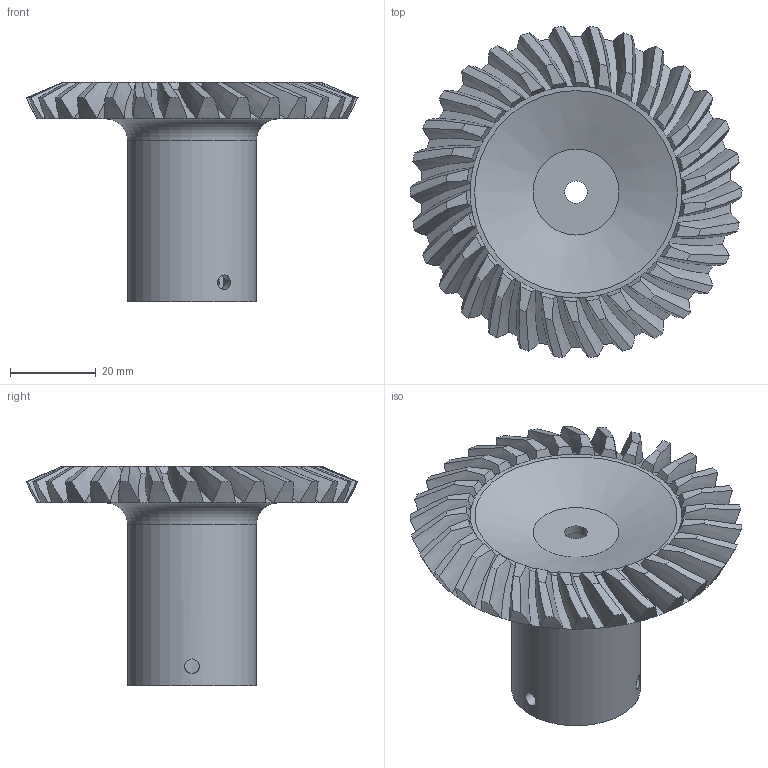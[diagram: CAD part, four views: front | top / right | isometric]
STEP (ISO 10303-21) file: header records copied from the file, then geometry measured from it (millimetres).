
FILE_DESCRIPTION(('FreeCAD Model'),'2;1');
FILE_NAME('Art56GearPlate.step', '2017-01-10T08:55:00',('Author'),(''), 'Open CASCADE STEP processor 6.8','FreeCAD','Unknown');
FILE_SCHEMA(('AUTOMOTIVE_DESIGN_CC2 { 1 2 10303 214 -1 1 5 4 }'));
Length unit declared in the file: millimetre
Products named in the file (2): ASSEMBLY; Art56GearPlate
Assembly tree (1 placements, depth 2):
  ASSEMBLY
    Art56GearPlate
Bounding box: 77.23 x 77.01 x 51 mm (x, y, z)
Volume: 43152.1 mm3; surface area: 18711.6 mm2
Topology: 1 solids, 1 shells, 244 faces, 605 edges, 369 vertices
Faces by surface type: cone 121, bspline 60, plane 53, cylinder 9, torus 1
Full cylindrical faces by diameter (mm): 3.4 x6, 5.2 x1, 16 x1, 30 x1
Entity records: 45597 total; most frequent: CARTESIAN_POINT 34032, ORIENTED_EDGE 1210, PCURVE 1210, DEFINITIONAL_REPRESENTATION 1210, B_SPLINE_CURVE_WITH_KNOTS 1176, DIRECTION 1145, EDGE_CURVE 605, SURFACE_CURVE 594
